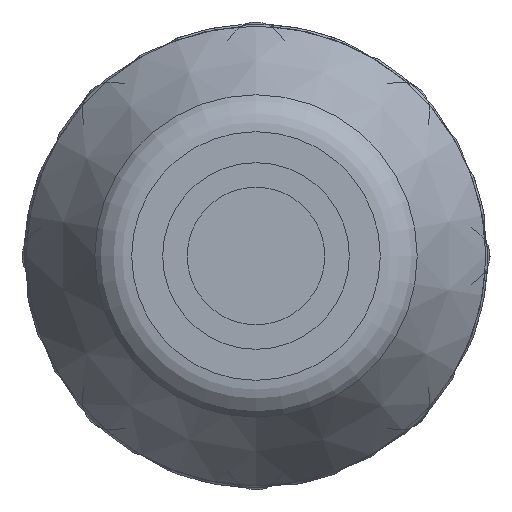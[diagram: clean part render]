
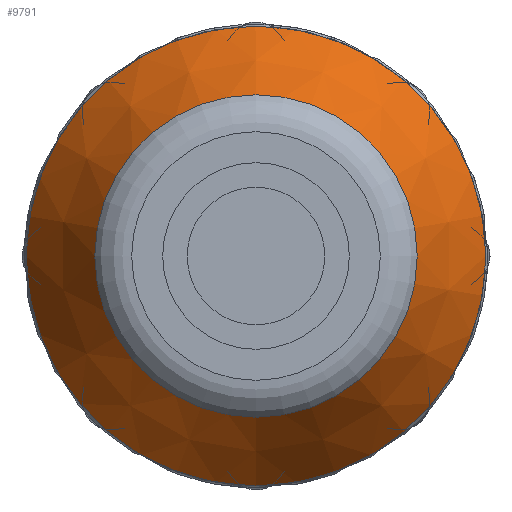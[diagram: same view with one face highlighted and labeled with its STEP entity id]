
A CAD part, left-side view. The second image highlights one B-rep face of the part: STEP entity #9791.
In plain terms, the highlighted conical face has half-angle 30 degrees and reference radius 10.5 mm.
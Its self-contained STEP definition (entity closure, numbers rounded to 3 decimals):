
#139=CONICAL_SURFACE('',#10268,10.5,0.524);
#184=CIRCLE('',#10269,16.211);
#185=CIRCLE('',#10270,11.366);
#1340=ORIENTED_EDGE('',*,*,#3413,.T.);
#1341=ORIENTED_EDGE('',*,*,#3414,.T.);
#3413=EDGE_CURVE('',#4433,#4433,#184,.F.);
#3414=EDGE_CURVE('',#4434,#4434,#185,.F.);
#4433=VERTEX_POINT('',#14383);
#4434=VERTEX_POINT('',#14385);
#5505=EDGE_LOOP('',(#1340));
#5506=EDGE_LOOP('',(#1341));
#6023=FACE_BOUND('',#5505,.T.);
#6024=FACE_BOUND('',#5506,.T.);
#9791=ADVANCED_FACE('',(#6023,#6024),#139,.T.);
#10268=AXIS2_PLACEMENT_3D('',#14381,#10838,#10839);
#10269=AXIS2_PLACEMENT_3D('',#14382,#10840,#10841);
#10270=AXIS2_PLACEMENT_3D('',#14384,#10842,#10843);
#10838=DIRECTION('',(1.,0.,0.));
#10839=DIRECTION('',(0.,0.,-1.));
#10840=DIRECTION('',(1.,0.,0.));
#10841=DIRECTION('',(0.,0.,-1.));
#10842=DIRECTION('',(-1.,0.,0.));
#10843=DIRECTION('',(0.,0.,1.));
#14381=CARTESIAN_POINT('',(15.,0.,0.));
#14382=CARTESIAN_POINT('',(24.892,0.,0.));
#14383=CARTESIAN_POINT('',(24.892,0.,-16.211));
#14384=CARTESIAN_POINT('',(16.5,0.,0.));
#14385=CARTESIAN_POINT('',(16.5,0.,11.366));
